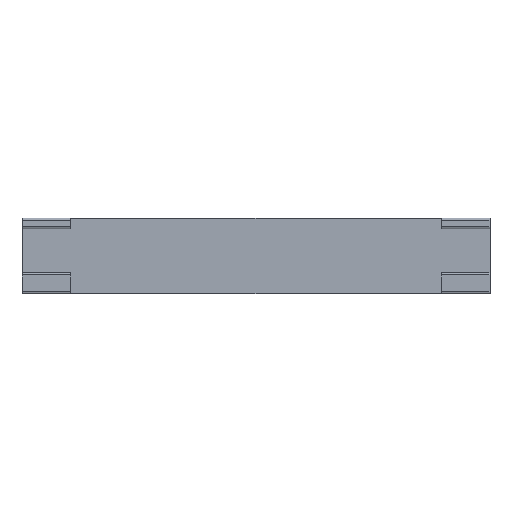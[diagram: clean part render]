
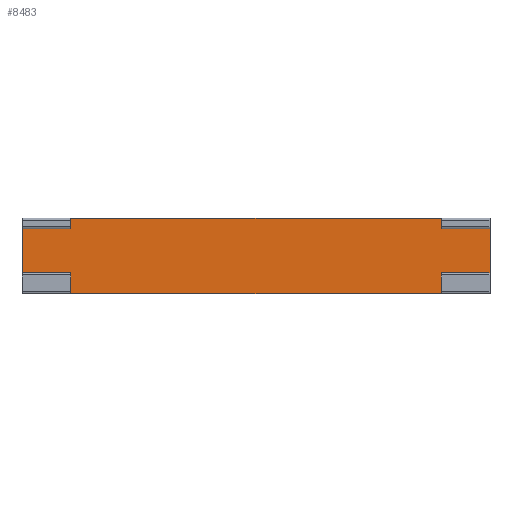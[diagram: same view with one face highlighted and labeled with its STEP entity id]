
A CAD part, top view. The second image highlights one B-rep face of the part: STEP entity #8483.
In plain terms, the highlighted planar face has unit normal (0, 0, 1).
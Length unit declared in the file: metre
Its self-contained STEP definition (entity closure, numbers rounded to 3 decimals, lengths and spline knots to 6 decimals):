
#1516=ORIENTED_EDGE('',*,*,#3442,.F.);
#1517=ORIENTED_EDGE('',*,*,#3443,.T.);
#1518=ORIENTED_EDGE('',*,*,#3444,.F.);
#1519=ORIENTED_EDGE('',*,*,#3441,.F.);
#1520=ORIENTED_EDGE('',*,*,#3445,.T.);
#1521=ORIENTED_EDGE('',*,*,#3446,.F.);
#1522=ORIENTED_EDGE('',*,*,#3447,.F.);
#1523=ORIENTED_EDGE('',*,*,#3448,.F.);
#1524=ORIENTED_EDGE('',*,*,#3449,.T.);
#1525=ORIENTED_EDGE('',*,*,#3450,.T.);
#1526=ORIENTED_EDGE('',*,*,#3451,.T.);
#1527=ORIENTED_EDGE('',*,*,#3452,.T.);
#3441=EDGE_CURVE('',#4497,#4495,#5411,.T.);
#3442=EDGE_CURVE('',#4498,#4499,#5412,.T.);
#3443=EDGE_CURVE('',#4498,#4500,#5413,.T.);
#3444=EDGE_CURVE('',#4495,#4500,#5414,.T.);
#3445=EDGE_CURVE('',#4497,#4501,#5415,.T.);
#3446=EDGE_CURVE('',#4502,#4501,#5416,.T.);
#3447=EDGE_CURVE('',#4503,#4502,#5417,.T.);
#3448=EDGE_CURVE('',#4504,#4503,#5418,.T.);
#3449=EDGE_CURVE('',#4504,#4505,#5419,.T.);
#3450=EDGE_CURVE('',#4505,#4506,#5420,.T.);
#3451=EDGE_CURVE('',#4506,#4507,#5421,.T.);
#3452=EDGE_CURVE('',#4507,#4499,#5422,.T.);
#4495=VERTEX_POINT('',#12869);
#4497=VERTEX_POINT('',#12873);
#4498=VERTEX_POINT('',#12877);
#4499=VERTEX_POINT('',#12878);
#4500=VERTEX_POINT('',#12880);
#4501=VERTEX_POINT('',#12883);
#4502=VERTEX_POINT('',#12885);
#4503=VERTEX_POINT('',#12887);
#4504=VERTEX_POINT('',#12889);
#4505=VERTEX_POINT('',#12891);
#4506=VERTEX_POINT('',#12893);
#4507=VERTEX_POINT('',#12895);
#5411=LINE('',#12874,#6417);
#5412=LINE('',#12876,#6418);
#5413=LINE('',#12879,#6419);
#5414=LINE('',#12881,#6420);
#5415=LINE('',#12882,#6421);
#5416=LINE('',#12884,#6422);
#5417=LINE('',#12886,#6423);
#5418=LINE('',#12888,#6424);
#5419=LINE('',#12890,#6425);
#5420=LINE('',#12892,#6426);
#5421=LINE('',#12894,#6427);
#5422=LINE('',#12896,#6428);
#6417=VECTOR('',#10147,1.);
#6418=VECTOR('',#10150,1.);
#6419=VECTOR('',#10151,1.);
#6420=VECTOR('',#10152,1.);
#6421=VECTOR('',#10153,1.);
#6422=VECTOR('',#10154,1.);
#6423=VECTOR('',#10155,1.);
#6424=VECTOR('',#10156,1.);
#6425=VECTOR('',#10157,1.);
#6426=VECTOR('',#10158,1.);
#6427=VECTOR('',#10159,1.);
#6428=VECTOR('',#10160,1.);
#7181=EDGE_LOOP('',(#1516,#1517,#1518,#1519,#1520,#1521,#1522,#1523,#1524,
#1525,#1526,#1527));
#7661=FACE_BOUND('',#7181,.T.);
#8089=PLANE('',#9089);
#8483=ADVANCED_FACE('',(#7661),#8089,.T.);
#9089=AXIS2_PLACEMENT_3D('',#12875,#10148,#10149);
#10147=DIRECTION('',(1.,0.,0.));
#10148=DIRECTION('',(0.,0.,1.));
#10149=DIRECTION('',(1.,0.,0.));
#10150=DIRECTION('',(0.,-1.,0.));
#10151=DIRECTION('',(1.,0.,0.));
#10152=DIRECTION('',(0.,-1.,0.));
#10153=DIRECTION('',(0.,1.,0.));
#10154=DIRECTION('',(1.,0.,0.));
#10155=DIRECTION('',(0.,1.,0.));
#10156=DIRECTION('',(1.,0.,0.));
#10157=DIRECTION('',(0.,-1.,0.));
#10158=DIRECTION('',(1.,0.,0.));
#10159=DIRECTION('',(0.,-1.,0.));
#10160=DIRECTION('',(1.,0.,0.));
#12869=CARTESIAN_POINT('',(0.143576,0.,0.));
#12873=CARTESIAN_POINT('',(0.128576,0.,0.));
#12874=CARTESIAN_POINT('',(0.136076,0.,0.));
#12875=CARTESIAN_POINT('',(0.0075,-0.01,0.));
#12876=CARTESIAN_POINT('',(0.128576,-0.0208,0.));
#12877=CARTESIAN_POINT('',(0.128576,-0.02,0.));
#12878=CARTESIAN_POINT('',(0.128576,-0.0216,0.));
#12879=CARTESIAN_POINT('',(0.136076,-0.02,0.));
#12880=CARTESIAN_POINT('',(0.143576,-0.02,0.));
#12881=CARTESIAN_POINT('',(0.143576,-0.01,0.));
#12882=CARTESIAN_POINT('',(0.128576,0.0008,0.));
#12883=CARTESIAN_POINT('',(0.128576,0.0016,0.));
#12884=CARTESIAN_POINT('',(0.0075,0.0016,0.));
#12885=CARTESIAN_POINT('',(0.015,0.0016,0.));
#12886=CARTESIAN_POINT('',(0.015,0.0008,0.));
#12887=CARTESIAN_POINT('',(0.015,0.,0.));
#12888=CARTESIAN_POINT('',(0.0075,0.,0.));
#12889=CARTESIAN_POINT('',(0.,0.,0.));
#12890=CARTESIAN_POINT('',(0.,-0.01,0.));
#12891=CARTESIAN_POINT('',(0.,-0.02,0.));
#12892=CARTESIAN_POINT('',(0.0075,-0.02,0.));
#12893=CARTESIAN_POINT('',(0.015,-0.02,0.));
#12894=CARTESIAN_POINT('',(0.015,-0.0208,0.));
#12895=CARTESIAN_POINT('',(0.015,-0.0216,0.));
#12896=CARTESIAN_POINT('',(0.0075,-0.0216,0.));
